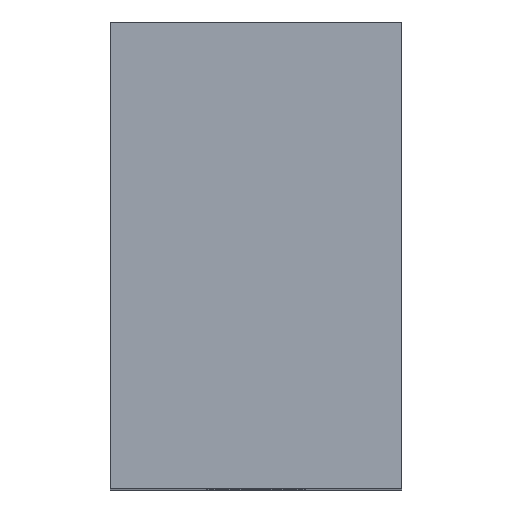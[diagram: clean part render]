
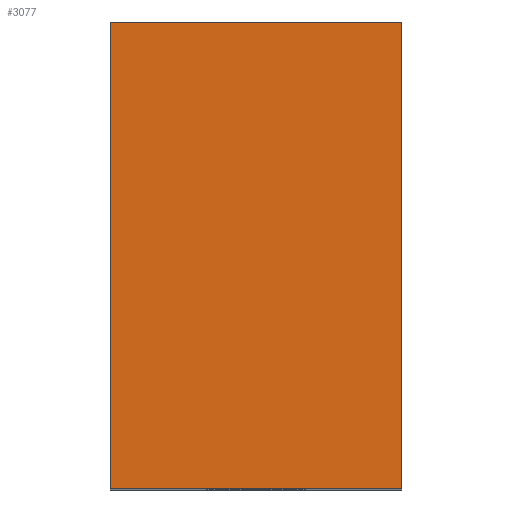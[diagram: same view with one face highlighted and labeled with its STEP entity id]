
A CAD part, top view. The second image highlights one B-rep face of the part: STEP entity #3077.
In plain terms, the highlighted planar face has unit normal (0, 0, 1).
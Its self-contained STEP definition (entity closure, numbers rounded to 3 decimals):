
#286=LINE('',#4698,#700);
#287=LINE('',#4700,#701);
#288=LINE('',#4702,#702);
#289=LINE('',#4703,#703);
#700=VECTOR('',#3812,40.);
#701=VECTOR('',#3813,25.);
#702=VECTOR('',#3814,40.);
#703=VECTOR('',#3815,25.);
#919=PLANE('',#3257);
#1112=FACE_OUTER_BOUND('',#1281,.T.);
#1281=EDGE_LOOP('',(#2542,#2543,#2544,#2545));
#1610=VERTEX_POINT('',#4696);
#1611=VERTEX_POINT('',#4697);
#1612=VERTEX_POINT('',#4699);
#1613=VERTEX_POINT('',#4701);
#1971=EDGE_CURVE('',#1610,#1611,#286,.T.);
#1972=EDGE_CURVE('',#1612,#1610,#287,.T.);
#1973=EDGE_CURVE('',#1612,#1613,#288,.T.);
#1974=EDGE_CURVE('',#1611,#1613,#289,.T.);
#2542=ORIENTED_EDGE('',*,*,#1971,.F.);
#2543=ORIENTED_EDGE('',*,*,#1972,.F.);
#2544=ORIENTED_EDGE('',*,*,#1973,.T.);
#2545=ORIENTED_EDGE('',*,*,#1974,.F.);
#3077=ADVANCED_FACE('',(#1112),#919,.T.);
#3257=AXIS2_PLACEMENT_3D('',#4695,#3810,#3811);
#3810=DIRECTION('center_axis',(0.,0.,1.));
#3811=DIRECTION('ref_axis',(1.,0.,0.));
#3812=DIRECTION('',(0.,-1.,0.));
#3813=DIRECTION('',(1.,0.,0.));
#3814=DIRECTION('',(0.,-1.,0.));
#3815=DIRECTION('',(-1.,0.,0.));
#4695=CARTESIAN_POINT('Origin',(0.,0.,
78.));
#4696=CARTESIAN_POINT('',(12.5,20.,78.));
#4697=CARTESIAN_POINT('',(12.5,-20.,78.));
#4698=CARTESIAN_POINT('',(12.5,20.,78.));
#4699=CARTESIAN_POINT('',(-12.5,20.,78.));
#4700=CARTESIAN_POINT('',(-12.5,20.,78.));
#4701=CARTESIAN_POINT('',(-12.5,-20.,78.));
#4702=CARTESIAN_POINT('',(-12.5,0.,78.));
#4703=CARTESIAN_POINT('',(12.5,-20.,78.));
